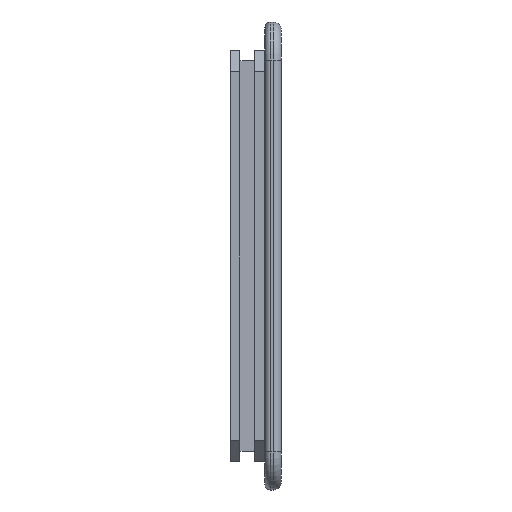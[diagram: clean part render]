
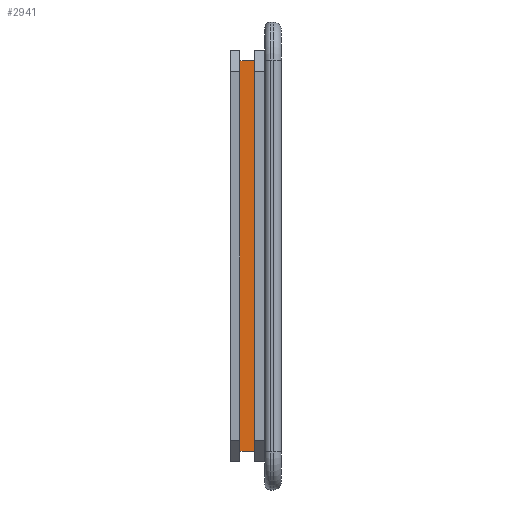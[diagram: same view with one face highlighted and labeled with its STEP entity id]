
A CAD part, left-side view. The second image highlights one B-rep face of the part: STEP entity #2941.
In plain terms, the highlighted planar face has unit normal (-1, 0, 0).
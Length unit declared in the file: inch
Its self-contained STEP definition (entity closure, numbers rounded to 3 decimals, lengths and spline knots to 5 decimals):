
#181 = EDGE_CURVE ( 'NONE', #2476, #1236, #520, .T. ) ;
#252 = CARTESIAN_POINT ( 'NONE',  ( 0.0715, 0.049, -0.7885 ) ) ;
#363 = LINE ( 'NONE', #2895, #912 ) ;
#381 = DIRECTION ( 'NONE',  ( 0., 0., 1. ) ) ;
#431 = DIRECTION ( 'NONE',  ( 0., 0., 1. ) ) ;
#512 = VECTOR ( 'NONE', #431, 39.37008 ) ;
#520 = LINE ( 'NONE', #2812, #873 ) ;
#673 = AXIS2_PLACEMENT_3D ( 'NONE', #2450, #1992, #3122 ) ;
#873 = VECTOR ( 'NONE', #3344, 39.37008 ) ;
#912 = VECTOR ( 'NONE', #381, 39.37008 ) ;
#971 = VECTOR ( 'NONE', #1123, 39.37008 ) ;
#1044 = ORIENTED_EDGE ( 'NONE', *, *, #2671, .F. ) ;
#1101 = FACE_OUTER_BOUND ( 'NONE', #1124, .T. ) ;
#1123 = DIRECTION ( 'NONE',  ( 0., 1., 0. ) ) ;
#1124 = EDGE_LOOP ( 'NONE', ( #3020, #1044, #1635, #2521 ) ) ;
#1236 = VERTEX_POINT ( 'NONE', #3220 ) ;
#1252 = CARTESIAN_POINT ( 'NONE',  ( 0.0715, 0.049, -0.7885 ) ) ;
#1635 = ORIENTED_EDGE ( 'NONE', *, *, #3408, .T. ) ;
#1971 = PLANE ( 'NONE',  #673 ) ;
#1992 = DIRECTION ( 'NONE',  ( -1., 0., 0. ) ) ;
#2213 = CARTESIAN_POINT ( 'NONE',  ( 0.0715, 0.049, -0.0715 ) ) ;
#2338 = LINE ( 'NONE', #1252, #512 ) ;
#2364 = CARTESIAN_POINT ( 'NONE',  ( 0.0715, 0.076, -0.7885 ) ) ;
#2450 = CARTESIAN_POINT ( 'NONE',  ( 0.0715, 0.049, -0.7885 ) ) ;
#2476 = VERTEX_POINT ( 'NONE', #2213 ) ;
#2521 = ORIENTED_EDGE ( 'NONE', *, *, #181, .T. ) ;
#2522 = VERTEX_POINT ( 'NONE', #3461 ) ;
#2671 = EDGE_CURVE ( 'NONE', #2522, #3060, #2776, .T. ) ;
#2776 = LINE ( 'NONE', #252, #971 ) ;
#2812 = CARTESIAN_POINT ( 'NONE',  ( 0.0715, 0.049, -0.0715 ) ) ;
#2895 = CARTESIAN_POINT ( 'NONE',  ( 0.0715, 0.076, -0.7885 ) ) ;
#2941 = ADVANCED_FACE ( 'NONE', ( #1101 ), #1971, .T. ) ;
#3020 = ORIENTED_EDGE ( 'NONE', *, *, #3077, .F. ) ;
#3060 = VERTEX_POINT ( 'NONE', #2364 ) ;
#3077 = EDGE_CURVE ( 'NONE', #3060, #1236, #363, .T. ) ;
#3122 = DIRECTION ( 'NONE',  ( 0., 0., 1. ) ) ;
#3220 = CARTESIAN_POINT ( 'NONE',  ( 0.0715, 0.076, -0.0715 ) ) ;
#3344 = DIRECTION ( 'NONE',  ( 0., 1., 0. ) ) ;
#3408 = EDGE_CURVE ( 'NONE', #2522, #2476, #2338, .T. ) ;
#3461 = CARTESIAN_POINT ( 'NONE',  ( 0.0715, 0.049, -0.7885 ) ) ;
